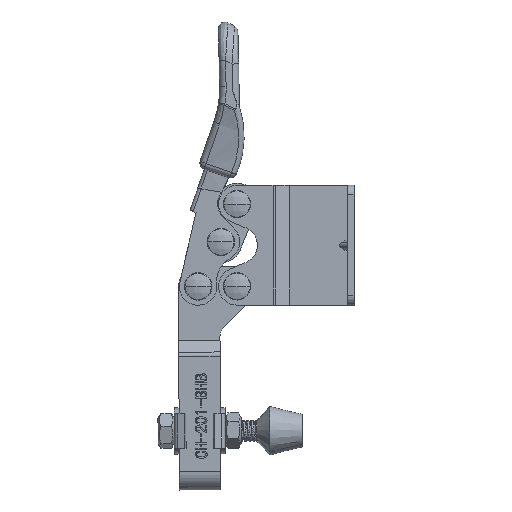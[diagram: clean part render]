
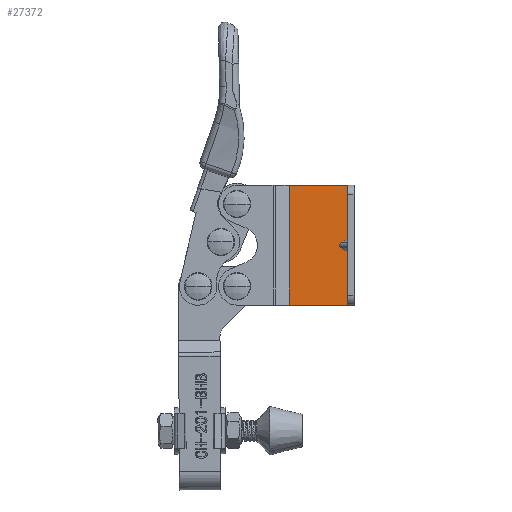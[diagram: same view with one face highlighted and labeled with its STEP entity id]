
A CAD part, left-side view. The second image highlights one B-rep face of the part: STEP entity #27372.
In plain terms, the highlighted planar face has unit normal (-1, 0, 0).
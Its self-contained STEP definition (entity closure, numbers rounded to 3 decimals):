
#1335 = VECTOR ( 'NONE', #5710, 1000. ) ;
#1346 = CARTESIAN_POINT ( 'NONE',  ( -2., 20., 0. ) ) ;
#1600 = VECTOR ( 'NONE', #22591, 1000. ) ;
#2004 = DIRECTION ( 'NONE',  ( 0., -1., 0. ) ) ;
#3589 = CARTESIAN_POINT ( 'NONE',  ( -2., 4.586, 18.207 ) ) ;
#3722 = VECTOR ( 'NONE', #2004, 1000. ) ;
#3978 = EDGE_CURVE ( 'NONE', #18568, #7223, #19323, .T. ) ;
#4113 = CARTESIAN_POINT ( 'NONE',  ( -2., 2., 37. ) ) ;
#4388 = CARTESIAN_POINT ( 'NONE',  ( -2., 2.879, 20. ) ) ;
#4434 = ORIENTED_EDGE ( 'NONE', *, *, #6365, .T. ) ;
#5101 = FACE_OUTER_BOUND ( 'NONE', #32264, .T. ) ;
#5591 = LINE ( 'NONE', #13597, #19315 ) ;
#5710 = DIRECTION ( 'NONE',  ( 0., -0.816, -0.577 ) ) ;
#5842 = VERTEX_POINT ( 'NONE', #34644 ) ;
#6365 = EDGE_CURVE ( 'NONE', #17272, #5842, #5591, .T. ) ;
#6886 = DIRECTION ( 'NONE',  ( 0., 1., 0. ) ) ;
#7223 = VERTEX_POINT ( 'NONE', #13392 ) ;
#8107 = DIRECTION ( 'NONE',  ( 1., 0., 0. ) ) ;
#8961 = LINE ( 'NONE', #11450, #1600 ) ;
#9237 = ORIENTED_EDGE ( 'NONE', *, *, #22627, .F. ) ;
#10321 = ORIENTED_EDGE ( 'NONE', *, *, #23977, .F. ) ;
#10373 = VECTOR ( 'NONE', #16019, 1000. ) ;
#10679 = AXIS2_PLACEMENT_3D ( 'NONE', #29871, #8107, #27265 ) ;
#10869 = EDGE_CURVE ( 'NONE', #11320, #28633, #32850, .T. ) ;
#11170 = ORIENTED_EDGE ( 'NONE', *, *, #10869, .F. ) ;
#11228 = ORIENTED_EDGE ( 'NONE', *, *, #17625, .T. ) ;
#11240 = LINE ( 'NONE', #13263, #10373 ) ;
#11320 = VERTEX_POINT ( 'NONE', #28707 ) ;
#11450 = CARTESIAN_POINT ( 'NONE',  ( -2., 20., 37. ) ) ;
#11857 = CARTESIAN_POINT ( 'NONE',  ( -2., 4., 17.793 ) ) ;
#12983 = CARTESIAN_POINT ( 'NONE',  ( -2., 4., 19.207 ) ) ;
#13263 = CARTESIAN_POINT ( 'NONE',  ( -2., -5.721, 26.081 ) ) ;
#13392 = CARTESIAN_POINT ( 'NONE',  ( -2., 4., 17.793 ) ) ;
#13406 = VECTOR ( 'NONE', #34093, 1000. ) ;
#13597 = CARTESIAN_POINT ( 'NONE',  ( -2., 2., 20. ) ) ;
#13959 = CARTESIAN_POINT ( 'NONE',  ( -2., 11.721, 23.252 ) ) ;
#14153 = CARTESIAN_POINT ( 'NONE',  ( -2., 2., 0. ) ) ;
#15507 = ORIENTED_EDGE ( 'NONE', *, *, #26954, .F. ) ;
#15683 = CARTESIAN_POINT ( 'NONE',  ( -2., 2., 37. ) ) ;
#15808 = DIRECTION ( 'NONE',  ( 0., 0., -1. ) ) ;
#16019 = DIRECTION ( 'NONE',  ( 0., 0.816, -0.577 ) ) ;
#17272 = VERTEX_POINT ( 'NONE', #4388 ) ;
#17625 = EDGE_CURVE ( 'NONE', #18040, #18403, #35285, .T. ) ;
#17720 = CARTESIAN_POINT ( 'NONE',  ( -2., 2., 37. ) ) ;
#18040 = VERTEX_POINT ( 'NONE', #19695 ) ;
#18133 = VECTOR ( 'NONE', #28324, 1000. ) ;
#18259 = ORIENTED_EDGE ( 'NONE', *, *, #33371, .F. ) ;
#18398 = ORIENTED_EDGE ( 'NONE', *, *, #3978, .F. ) ;
#18403 = VERTEX_POINT ( 'NONE', #19142 ) ;
#18568 = VERTEX_POINT ( 'NONE', #12983 ) ;
#19142 = CARTESIAN_POINT ( 'NONE',  ( -2., 20., 37. ) ) ;
#19279 = VECTOR ( 'NONE', #15808, 1000. ) ;
#19315 = VECTOR ( 'NONE', #21644, 1000. ) ;
#19323 =( BOUNDED_CURVE ( )  B_SPLINE_CURVE ( 3, ( #28254, #22771, #3589, #11857 ),
 .UNSPECIFIED., .F., .F. ) 
 B_SPLINE_CURVE_WITH_KNOTS ( ( 4, 4 ),
 ( 5.498, 7.069 ),
 .UNSPECIFIED. ) 
 CURVE ( )  GEOMETRIC_REPRESENTATION_ITEM ( )  RATIONAL_B_SPLINE_CURVE ( ( 1., 0.805, 0.805, 1. ) ) 
 REPRESENTATION_ITEM ( '' )  );
#19695 = CARTESIAN_POINT ( 'NONE',  ( -2., 2., 37. ) ) ;
#20742 = VECTOR ( 'NONE', #6886, 1000. ) ;
#20837 = ORIENTED_EDGE ( 'NONE', *, *, #35131, .F. ) ;
#21644 = DIRECTION ( 'NONE',  ( 0., -1., 0. ) ) ;
#21719 = VERTEX_POINT ( 'NONE', #1346 ) ;
#21845 = LINE ( 'NONE', #15683, #19279 ) ;
#22591 = DIRECTION ( 'NONE',  ( 0., 0., -1. ) ) ;
#22627 = EDGE_CURVE ( 'NONE', #17272, #18568, #11240, .T. ) ;
#22771 = CARTESIAN_POINT ( 'NONE',  ( -2., 4.586, 18.793 ) ) ;
#23245 = LINE ( 'NONE', #13959, #1335 ) ;
#23977 = EDGE_CURVE ( 'NONE', #7223, #11320, #23245, .T. ) ;
#24527 = PLANE ( 'NONE',  #10679 ) ;
#25578 = CARTESIAN_POINT ( 'NONE',  ( -2., 2., 0. ) ) ;
#26674 = VERTEX_POINT ( 'NONE', #14153 ) ;
#26954 = EDGE_CURVE ( 'NONE', #18040, #5842, #21845, .T. ) ;
#26967 = CARTESIAN_POINT ( 'NONE',  ( -2., 2., 17. ) ) ;
#27265 = DIRECTION ( 'NONE',  ( 0., -1., 0. ) ) ;
#27372 = ADVANCED_FACE ( 'NONE', ( #5101 ), #24527, .F. ) ;
#27560 = EDGE_CURVE ( 'NONE', #18403, #21719, #8961, .T. ) ;
#28254 = CARTESIAN_POINT ( 'NONE',  ( -2., 4., 19.207 ) ) ;
#28324 = DIRECTION ( 'NONE',  ( 0., 1., 0. ) ) ;
#28633 = VERTEX_POINT ( 'NONE', #26967 ) ;
#28707 = CARTESIAN_POINT ( 'NONE',  ( -2., 2.879, 17. ) ) ;
#29871 = CARTESIAN_POINT ( 'NONE',  ( -2., 2., 37. ) ) ;
#31520 = ORIENTED_EDGE ( 'NONE', *, *, #27560, .T. ) ;
#32264 = EDGE_LOOP ( 'NONE', ( #4434, #15507, #11228, #31520, #20837, #18259, #11170, #10321, #18398, #9237 ) ) ;
#32698 = LINE ( 'NONE', #25578, #18133 ) ;
#32850 = LINE ( 'NONE', #34848, #3722 ) ;
#33371 = EDGE_CURVE ( 'NONE', #28633, #26674, #34371, .T. ) ;
#34093 = DIRECTION ( 'NONE',  ( 0., 0., -1. ) ) ;
#34371 = LINE ( 'NONE', #17720, #13406 ) ;
#34644 = CARTESIAN_POINT ( 'NONE',  ( -2., 2., 20. ) ) ;
#34848 = CARTESIAN_POINT ( 'NONE',  ( -2., 2., 17. ) ) ;
#35131 = EDGE_CURVE ( 'NONE', #26674, #21719, #32698, .T. ) ;
#35285 = LINE ( 'NONE', #4113, #20742 ) ;
